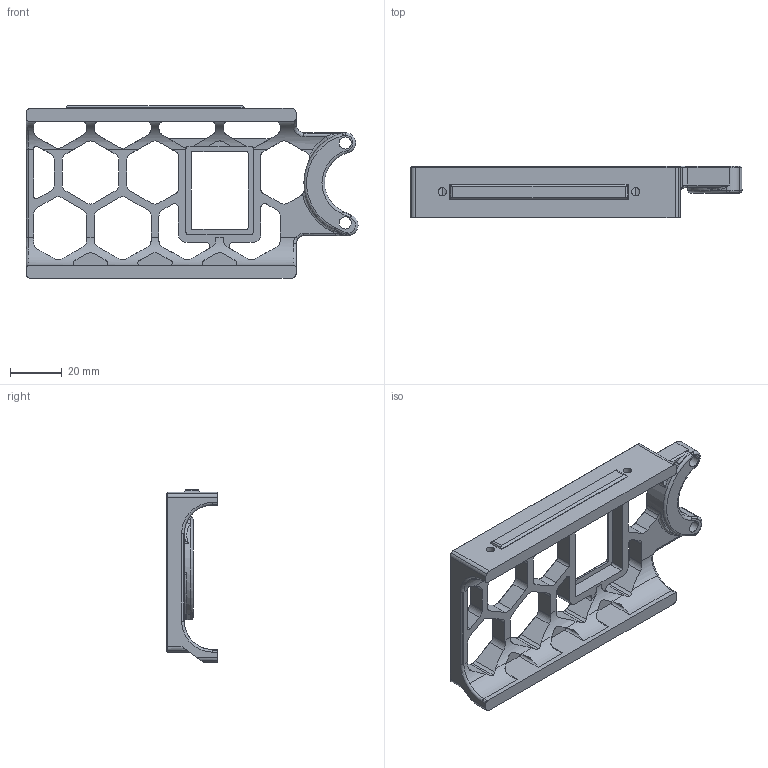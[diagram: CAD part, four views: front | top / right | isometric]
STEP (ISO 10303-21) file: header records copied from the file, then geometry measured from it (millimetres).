
FILE_DESCRIPTION (( 'STEP AP214' ), '1' );
FILE_NAME ('Front_Back_Skirt_Tensioner_Mod_350_DPST_Rocker_b.STEP', '2023-01-16T02:52:50', ( '' ), ( '' ), 'SwSTEP 2.0', 'SolidWorks 2023', '' );
FILE_SCHEMA (( 'AUTOMOTIVE_DESIGN' ));
Length unit declared in the file: millimetre
Products named in the file (1): Front_Back_Skirt_Tensioner_Mod_350_DPST_Rocker_b
Bounding box: 128.65 x 20 x 67 mm (x, y, z)
Volume: 37431.5 mm3; surface area: 22576.6 mm2
Topology: 1 solids, 1 shells, 517 faces, 1371 edges, 846 vertices
Faces by surface type: plane 193, cylinder 191, cone 110, torus 13, bspline 10
Entity records: 17102 total; most frequent: CARTESIAN_POINT 4387, ORIENTED_EDGE 2738, DIRECTION 2622, EDGE_CURVE 1369, AXIS2_PLACEMENT_3D 930, VERTEX_POINT 846, LINE 762, VECTOR 762
